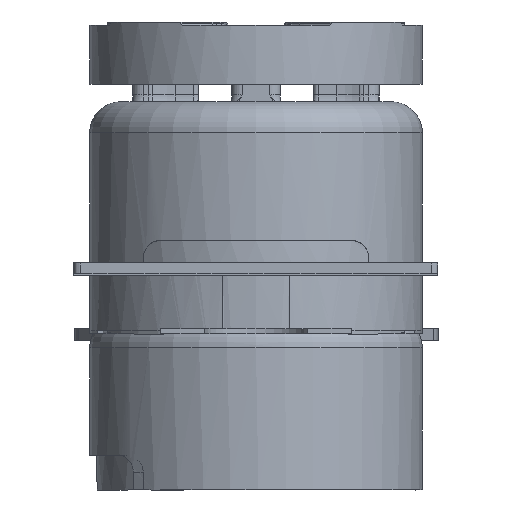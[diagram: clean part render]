
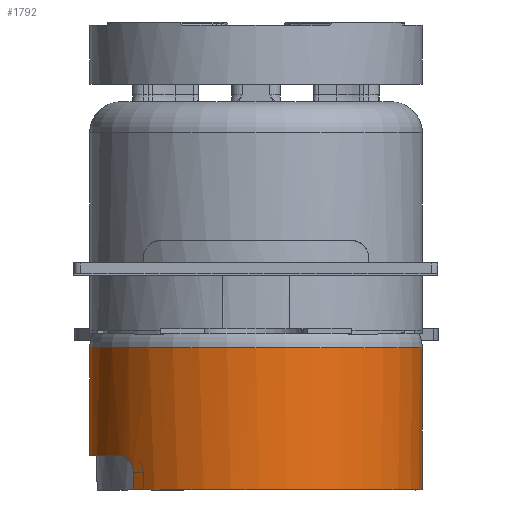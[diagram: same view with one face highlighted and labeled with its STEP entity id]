
A CAD part, left-side view. The second image highlights one B-rep face of the part: STEP entity #1792.
In plain terms, the highlighted cylindrical face has radius 4.8 mm (diameter 9.6 mm), a full revolution.
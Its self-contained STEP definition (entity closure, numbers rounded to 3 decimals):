
#1792 = ADVANCED_FACE( '', ( #4010, #4011 ), #4012, .T. );
#4010 = FACE_OUTER_BOUND( '', #7344, .T. );
#4011 = FACE_OUTER_BOUND( '', #7345, .T. );
#4012 = CYLINDRICAL_SURFACE( '', #7346, 4.8 );
#7344 = EDGE_LOOP( '', ( #11979 ) );
#7345 = EDGE_LOOP( '', ( #11980, #11981, #11982, #11983, #11984, #11985, #11986, #11987 ) );
#7346 = AXIS2_PLACEMENT_3D( '', #11988, #11989, #11990 );
#11979 = ORIENTED_EDGE( '', *, *, #14497, .T. );
#11980 = ORIENTED_EDGE( '', *, *, #15399, .F. );
#11981 = ORIENTED_EDGE( '', *, *, #15440, .F. );
#11982 = ORIENTED_EDGE( '', *, *, #15396, .F. );
#11983 = ORIENTED_EDGE( '', *, *, #15479, .T. );
#11984 = ORIENTED_EDGE( '', *, *, #13813, .T. );
#11985 = ORIENTED_EDGE( '', *, *, #15480, .T. );
#11986 = ORIENTED_EDGE( '', *, *, #15466, .T. );
#11987 = ORIENTED_EDGE( '', *, *, #14875, .F. );
#11988 = CARTESIAN_POINT( '', ( 0., 0., -0.09 ) );
#11989 = DIRECTION( '', ( 0., 0., 1. ) );
#11990 = DIRECTION( '', ( 0., 1., 0. ) );
#13813 = EDGE_CURVE( '', #15938, #15939, #15940, .T. );
#14497 = EDGE_CURVE( '', #17115, #17115, #17116, .T. );
#14875 = EDGE_CURVE( '', #17681, #17682, #17683, .F. );
#15396 = EDGE_CURVE( '', #18388, #18390, #18391, .T. );
#15399 = EDGE_CURVE( '', #18393, #17681, #18395, .T. );
#15440 = EDGE_CURVE( '', #18390, #18393, #18442, .T. );
#15466 = EDGE_CURVE( '', #18473, #17682, #18474, .T. );
#15479 = EDGE_CURVE( '', #18388, #15938, #18490, .F. );
#15480 = EDGE_CURVE( '', #15939, #18473, #18491, .F. );
#15938 = VERTEX_POINT( '', #19045 );
#15939 = VERTEX_POINT( '', #19046 );
#15940 = B_SPLINE_CURVE_WITH_KNOTS( '', 3, ( #19047, #19048, #19049, #19050, #19051, #19052, #19053, #19054 ), .UNSPECIFIED., .F., .F., ( 4, 2, 2, 4 ), ( 0., 0., 0., 0.001 ), .UNSPECIFIED. );
#17115 = VERTEX_POINT( '', #20924 );
#17116 = CIRCLE( '', #20925, 4.8 );
#17681 = VERTEX_POINT( '', #21870 );
#17682 = VERTEX_POINT( '', #21871 );
#17683 = LINE( '', #21872, #21873 );
#18388 = VERTEX_POINT( '', #23100 );
#18390 = VERTEX_POINT( '', #23103 );
#18391 = CIRCLE( '', #23104, 4.8 );
#18393 = VERTEX_POINT( '', #23107 );
#18395 = CIRCLE( '', #23110, 4.8 );
#18442 = B_SPLINE_CURVE_WITH_KNOTS( '', 3, ( #23174, #23175, #23176, #23177, #23178, #23179, #23180, #23181, #23182, #23183 ), .UNSPECIFIED., .F., .F., ( 4, 2, 2, 2, 4 ), ( 0., 0., 0., 0., 0. ), .UNSPECIFIED. );
#18473 = VERTEX_POINT( '', #23224 );
#18474 = B_SPLINE_CURVE_WITH_KNOTS( '', 3, ( #23225, #23226, #23227, #23228, #23229, #23230, #23231, #23232 ), .UNSPECIFIED., .F., .F., ( 4, 2, 2, 4 ), ( 0., 0., 0.001, 0.001 ), .UNSPECIFIED. );
#18490 = LINE( '', #23258, #23259 );
#18491 = CIRCLE( '', #23260, 4.8 );
#19045 = CARTESIAN_POINT( '', ( 3.25, 3.532, -4.1 ) );
#19046 = CARTESIAN_POINT( '', ( 2.75, 3.934, -3.6 ) );
#19047 = CARTESIAN_POINT( '', ( 3.25, 3.532, -4.1 ) );
#19048 = CARTESIAN_POINT( '', ( 3.25, 3.532, -4.024 ) );
#19049 = CARTESIAN_POINT( '', ( 3.232, 3.549, -3.951 ) );
#19050 = CARTESIAN_POINT( '', ( 3.173, 3.602, -3.825 ) );
#19051 = CARTESIAN_POINT( '', ( 3.132, 3.638, -3.771 ) );
#19052 = CARTESIAN_POINT( '', ( 2.99, 3.757, -3.644 ) );
#19053 = CARTESIAN_POINT( '', ( 2.873, 3.848, -3.6 ) );
#19054 = CARTESIAN_POINT( '', ( 2.75, 3.934, -3.6 ) );
#20924 = CARTESIAN_POINT( '', ( 0., 4.8, -0.5 ) );
#20925 = AXIS2_PLACEMENT_3D( '', #24777, #24778, #24779 );
#21870 = CARTESIAN_POINT( '', ( -3.25, 3.532, -4.6 ) );
#21871 = CARTESIAN_POINT( '', ( -3.25, 3.532, -4.1 ) );
#21872 = CARTESIAN_POINT( '', ( -3.25, 3.532, -4.1 ) );
#21873 = VECTOR( '', #25216, 1000. );
#23100 = CARTESIAN_POINT( '', ( 3.25, 3.532, -4.6 ) );
#23103 = CARTESIAN_POINT( '', ( 0.2, -4.796, -4.6 ) );
#23104 = AXIS2_PLACEMENT_3D( '', #25793, #25794, #25795 );
#23107 = CARTESIAN_POINT( '', ( -0.2, -4.796, -4.6 ) );
#23110 = AXIS2_PLACEMENT_3D( '', #25798, #25799, #25800 );
#23174 = CARTESIAN_POINT( '', ( 0.2, -4.796, -4.6 ) );
#23175 = CARTESIAN_POINT( '', ( 0.2, -4.796, -4.547 ) );
#23176 = CARTESIAN_POINT( '', ( 0.178, -4.797, -4.496 ) );
#23177 = CARTESIAN_POINT( '', ( 0.105, -4.799, -4.422 ) );
#23178 = CARTESIAN_POINT( '', ( 0.053, -4.8, -4.4 ) );
#23179 = CARTESIAN_POINT( '', ( -0.053, -4.8, -4.4 ) );
#23180 = CARTESIAN_POINT( '', ( -0.104, -4.799, -4.422 ) );
#23181 = CARTESIAN_POINT( '', ( -0.178, -4.797, -4.495 ) );
#23182 = CARTESIAN_POINT( '', ( -0.2, -4.796, -4.547 ) );
#23183 = CARTESIAN_POINT( '', ( -0.2, -4.796, -4.6 ) );
#23224 = CARTESIAN_POINT( '', ( -2.75, 3.934, -3.6 ) );
#23225 = CARTESIAN_POINT( '', ( -2.75, 3.934, -3.6 ) );
#23226 = CARTESIAN_POINT( '', ( -2.874, 3.848, -3.6 ) );
#23227 = CARTESIAN_POINT( '', ( -2.99, 3.757, -3.644 ) );
#23228 = CARTESIAN_POINT( '', ( -3.131, 3.639, -3.77 ) );
#23229 = CARTESIAN_POINT( '', ( -3.172, 3.602, -3.823 ) );
#23230 = CARTESIAN_POINT( '', ( -3.232, 3.549, -3.951 ) );
#23231 = CARTESIAN_POINT( '', ( -3.25, 3.532, -4.024 ) );
#23232 = CARTESIAN_POINT( '', ( -3.25, 3.532, -4.1 ) );
#23258 = CARTESIAN_POINT( '', ( 3.25, 3.532, -0.09 ) );
#23259 = VECTOR( '', #25870, 1000. );
#23260 = AXIS2_PLACEMENT_3D( '', #25871, #25872, #25873 );
#24777 = CARTESIAN_POINT( '', ( 0., 0., -0.5 ) );
#24778 = DIRECTION( '', ( 0., 0., -1. ) );
#24779 = DIRECTION( '', ( 0., 1., 0. ) );
#25216 = DIRECTION( '', ( 0., 0., -1. ) );
#25793 = CARTESIAN_POINT( '', ( 0., 0., -4.6 ) );
#25794 = DIRECTION( '', ( 0., 0., -1. ) );
#25795 = DIRECTION( '', ( 0., 1., 0. ) );
#25798 = CARTESIAN_POINT( '', ( 0., 0., -4.6 ) );
#25799 = DIRECTION( '', ( 0., 0., -1. ) );
#25800 = DIRECTION( '', ( 0., 1., 0. ) );
#25870 = DIRECTION( '', ( 0., 0., -1. ) );
#25871 = CARTESIAN_POINT( '', ( 0., 0., -3.6 ) );
#25872 = DIRECTION( '', ( 0., 0., -1. ) );
#25873 = DIRECTION( '', ( 0., 1., 0. ) );
